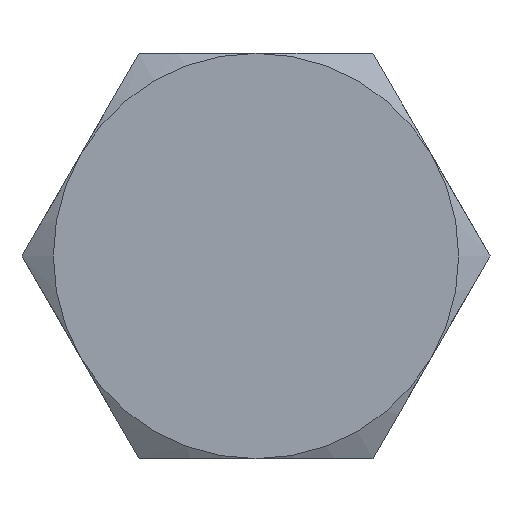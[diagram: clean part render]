
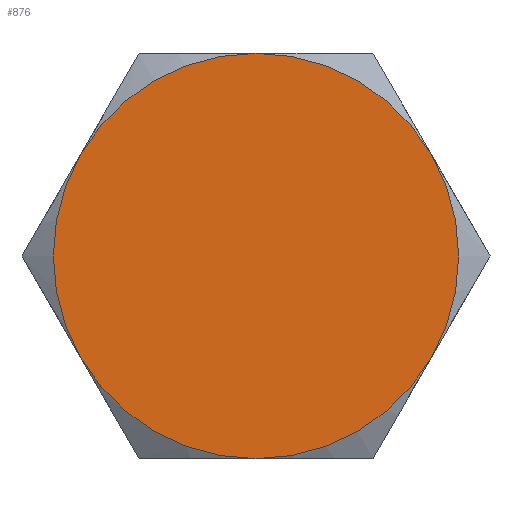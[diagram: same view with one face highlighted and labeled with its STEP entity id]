
A CAD part, left-side view. The second image highlights one B-rep face of the part: STEP entity #876.
In plain terms, the highlighted planar face has unit normal (-1, 0, 0).
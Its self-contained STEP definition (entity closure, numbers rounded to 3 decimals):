
#80 = CIRCLE ( 'NONE', #666, 8.5 ) ;
#90 = ORIENTED_EDGE ( 'NONE', *, *, #1105, .T. ) ;
#106 = ORIENTED_EDGE ( 'NONE', *, *, #1111, .F. ) ;
#209 = DIRECTION ( 'NONE',  ( 1., 0., 0. ) ) ;
#237 = ORIENTED_EDGE ( 'NONE', *, *, #1086, .F. ) ;
#249 = DIRECTION ( 'NONE',  ( 0., 0., -1. ) ) ;
#287 = ORIENTED_EDGE ( 'NONE', *, *, #1102, .F. ) ;
#291 = CARTESIAN_POINT ( 'NONE',  ( 0., 7.361, -4.25 ) ) ;
#297 = DIRECTION ( 'NONE',  ( -1., 0., 0. ) ) ;
#466 = CARTESIAN_POINT ( 'NONE',  ( 0., -7.361, -4.25 ) ) ;
#532 = CARTESIAN_POINT ( 'NONE',  ( 0., 0., -8.5 ) ) ;
#602 = CIRCLE ( 'NONE', #670, 8.5 ) ;
#659 = CIRCLE ( 'NONE', #684, 8.5 ) ;
#661 = AXIS2_PLACEMENT_3D ( 'NONE', #1048, #2084, #1214 ) ;
#666 = AXIS2_PLACEMENT_3D ( 'NONE', #700, #1830, #873 ) ;
#670 = AXIS2_PLACEMENT_3D ( 'NONE', #1383, #297, #1557 ) ;
#675 = AXIS2_PLACEMENT_3D ( 'NONE', #1654, #1407, #1956 ) ;
#677 = AXIS2_PLACEMENT_3D ( 'NONE', #1306, #209, #1488 ) ;
#684 = AXIS2_PLACEMENT_3D ( 'NONE', #1899, #954, #2025 ) ;
#700 = CARTESIAN_POINT ( 'NONE',  ( 0., 0., 0. ) ) ;
#734 = AXIS2_PLACEMENT_3D ( 'NONE', #1332, #1347, #249 ) ;
#861 = CARTESIAN_POINT ( 'NONE',  ( 0., 7.361, 4.25 ) ) ;
#873 = DIRECTION ( 'NONE',  ( 0., 0., -1. ) ) ;
#876 = ADVANCED_FACE ( 'NONE', ( #1553 ), #1166, .F. ) ;
#902 = VERTEX_POINT ( 'NONE', #466 ) ;
#954 = DIRECTION ( 'NONE',  ( 1., 0., 0. ) ) ;
#1048 = CARTESIAN_POINT ( 'NONE',  ( 0., 0., 0. ) ) ;
#1086 = EDGE_CURVE ( 'NONE', #902, #1721, #659, .T. ) ;
#1097 = EDGE_CURVE ( 'NONE', #1209, #902, #1533, .T. ) ;
#1102 = EDGE_CURVE ( 'NONE', #1550, #1209, #1179, .T. ) ;
#1105 = EDGE_CURVE ( 'NONE', #1550, #1516, #602, .T. ) ;
#1109 = EDGE_CURVE ( 'NONE', #1351, #1516, #80, .T. ) ;
#1111 = EDGE_CURVE ( 'NONE', #1721, #1351, #1483, .T. ) ;
#1166 = PLANE ( 'NONE',  #734 ) ;
#1179 = CIRCLE ( 'NONE', #675, 8.5 ) ;
#1207 = CARTESIAN_POINT ( 'NONE',  ( 0., 0., 8.5 ) ) ;
#1209 = VERTEX_POINT ( 'NONE', #1460 ) ;
#1214 = DIRECTION ( 'NONE',  ( 0., 0., -1. ) ) ;
#1306 = CARTESIAN_POINT ( 'NONE',  ( 0., 0., 0. ) ) ;
#1332 = CARTESIAN_POINT ( 'NONE',  ( 0., 9.815, 0. ) ) ;
#1347 = DIRECTION ( 'NONE',  ( 1., 0., 0. ) ) ;
#1351 = VERTEX_POINT ( 'NONE', #291 ) ;
#1383 = CARTESIAN_POINT ( 'NONE',  ( 0., 0., 0. ) ) ;
#1407 = DIRECTION ( 'NONE',  ( 1., 0., 0. ) ) ;
#1460 = CARTESIAN_POINT ( 'NONE',  ( 0., -7.361, 4.25 ) ) ;
#1482 = ORIENTED_EDGE ( 'NONE', *, *, #1097, .F. ) ;
#1483 = CIRCLE ( 'NONE', #661, 8.5 ) ;
#1488 = DIRECTION ( 'NONE',  ( 0., 0., -1. ) ) ;
#1516 = VERTEX_POINT ( 'NONE', #861 ) ;
#1533 = CIRCLE ( 'NONE', #677, 8.5 ) ;
#1550 = VERTEX_POINT ( 'NONE', #1207 ) ;
#1553 = FACE_OUTER_BOUND ( 'NONE', #1776, .T. ) ;
#1557 = DIRECTION ( 'NONE',  ( 0., 0., 1. ) ) ;
#1654 = CARTESIAN_POINT ( 'NONE',  ( 0., 0., 0. ) ) ;
#1718 = ORIENTED_EDGE ( 'NONE', *, *, #1109, .F. ) ;
#1721 = VERTEX_POINT ( 'NONE', #532 ) ;
#1776 = EDGE_LOOP ( 'NONE', ( #106, #237, #1482, #287, #90, #1718 ) ) ;
#1830 = DIRECTION ( 'NONE',  ( 1., 0., 0. ) ) ;
#1899 = CARTESIAN_POINT ( 'NONE',  ( 0., 0., 0. ) ) ;
#1956 = DIRECTION ( 'NONE',  ( 0., 0., -1. ) ) ;
#2025 = DIRECTION ( 'NONE',  ( 0., 0., -1. ) ) ;
#2084 = DIRECTION ( 'NONE',  ( 1., 0., 0. ) ) ;
